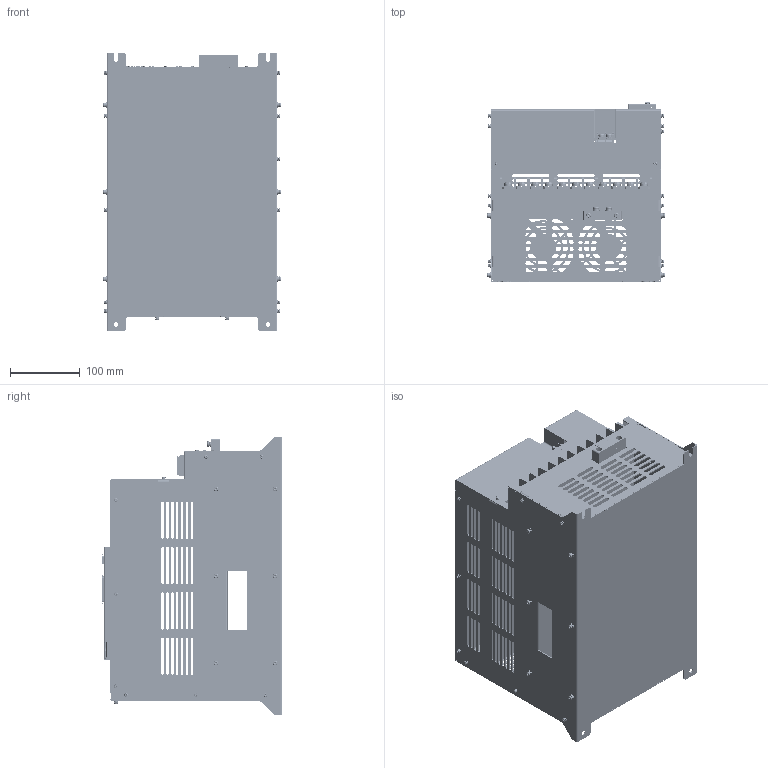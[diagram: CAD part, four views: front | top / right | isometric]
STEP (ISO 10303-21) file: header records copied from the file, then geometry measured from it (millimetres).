
FILE_DESCRIPTION (( 'STEP AP203' ), '1' );
FILE_NAME ('L7P_ 15kW_200V.STEP', '2016-04-29T06:51:48', ( '憮霞艙' ), ( '' ), 'SwSTEP 2.0', 'SolidWorks 2011', '' );
FILE_SCHEMA (( 'CONFIG_CONTROL_DESIGN' ));
Products named in the file (1): L7P_ 15kW_200V
Bounding box: 255.2 x 258.7 x 400 mm (x, y, z)
Volume: 1036447.3 mm3; surface area: 1289840.4 mm2
Topology: 171 solids, 171 shells, 10441 faces, 28461 edges, 18672 vertices
Faces by surface type: plane 6603, cylinder 2568, bspline 1005, torus 211, cone 36, sphere 18
Entity records: 389513 total; most frequent: CARTESIAN_POINT 128717, ORIENTED_EDGE 56872, DIRECTION 49701, EDGE_CURVE 28436, LINE 19593, VECTOR 19593, VERTEX_POINT 18672, AXIS2_PLACEMENT_3D 15054
